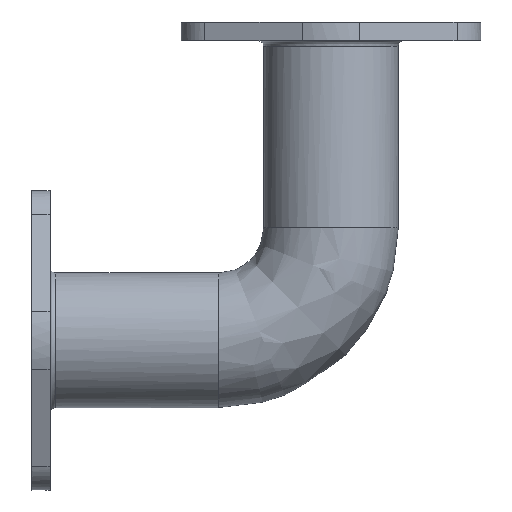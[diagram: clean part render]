
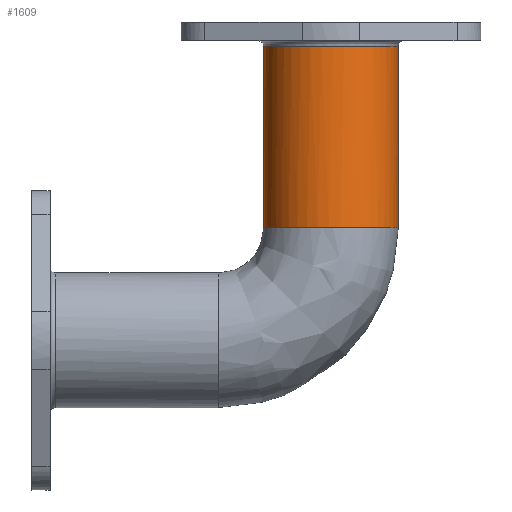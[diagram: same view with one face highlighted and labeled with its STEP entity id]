
A CAD part, front view. The second image highlights one B-rep face of the part: STEP entity #1609.
In plain terms, the highlighted free-form (B-spline) face has degree [2, 1] with [7, 2] control points.
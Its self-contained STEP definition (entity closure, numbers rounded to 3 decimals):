
#1609 = ADVANCED_FACE('',(#1610),#1650,.T.);
#1610 = FACE_BOUND('',#1611,.T.);
#1611 = EDGE_LOOP('',(#1612,#1621,#1633,#1640));
#1612 = ORIENTED_EDGE('',*,*,#1613,.T.);
#1613 = EDGE_CURVE('',#1614,#1616,#1618,.T.);
#1614 = VERTEX_POINT('',#1615);
#1615 = CARTESIAN_POINT('',(182.788,41.127,
    179.36));
#1616 = VERTEX_POINT('',#1617);
#1617 = CARTESIAN_POINT('',(182.788,41.127,
    68.545));
#1618 = B_SPLINE_CURVE_WITH_KNOTS('',1,(#1619,#1620),.UNSPECIFIED.,.F.,
  .F.,(2,2),(0.,97.),.PIECEWISE_BEZIER_KNOTS.);
#1619 = CARTESIAN_POINT('',(182.788,41.127,
    179.36));
#1620 = CARTESIAN_POINT('',(182.788,41.127,
    68.545));
#1621 = ORIENTED_EDGE('',*,*,#1622,.T.);
#1622 = EDGE_CURVE('',#1616,#1623,#1625,.T.);
#1623 = VERTEX_POINT('',#1624);
#1624 = CARTESIAN_POINT('',(182.788,41.127,
    68.545));
#1625 = ( BOUNDED_CURVE() B_SPLINE_CURVE(2,(#1626,#1627,#1628,#1629,
#1630,#1631,#1632),.UNSPECIFIED.,.T.,.F.) B_SPLINE_CURVE_WITH_KNOTS((3,2
    ,2,3),(1.571,3.665,5.76,7.854),
.PIECEWISE_BEZIER_KNOTS.) CURVE() GEOMETRIC_REPRESENTATION_ITEM() 
RATIONAL_B_SPLINE_CURVE((1.,0.5,1.,0.5,1.,0.5,1.)) REPRESENTATION_ITEM(
  '') );
#1626 = CARTESIAN_POINT('',(182.788,41.127,
    68.545));
#1627 = CARTESIAN_POINT('',(111.553,41.127,
    68.545));
#1628 = CARTESIAN_POINT('',(147.17,-20.564,
    68.545));
#1629 = CARTESIAN_POINT('',(182.788,-82.254,
    68.545));
#1630 = CARTESIAN_POINT('',(218.405,-20.564,
    68.545));
#1631 = CARTESIAN_POINT('',(254.022,41.127,
    68.545));
#1632 = CARTESIAN_POINT('',(182.788,41.127,
    68.545));
#1633 = ORIENTED_EDGE('',*,*,#1634,.T.);
#1634 = EDGE_CURVE('',#1623,#1635,#1637,.T.);
#1635 = VERTEX_POINT('',#1636);
#1636 = CARTESIAN_POINT('',(182.788,41.127,
    179.36));
#1637 = B_SPLINE_CURVE_WITH_KNOTS('',1,(#1638,#1639),.UNSPECIFIED.,.F.,
  .F.,(2,2),(0.,97.),.PIECEWISE_BEZIER_KNOTS.);
#1638 = CARTESIAN_POINT('',(182.788,41.127,
    68.545));
#1639 = CARTESIAN_POINT('',(182.788,41.127,
    179.36));
#1640 = ORIENTED_EDGE('',*,*,#1641,.T.);
#1641 = EDGE_CURVE('',#1635,#1614,#1642,.T.);
#1642 = ( BOUNDED_CURVE() B_SPLINE_CURVE(2,(#1643,#1644,#1645,#1646,
#1647,#1648,#1649),.UNSPECIFIED.,.T.,.F.) B_SPLINE_CURVE_WITH_KNOTS((1,2
    ,2,2,2,1),(-2.094,0.,2.094,4.189,
6.283,8.378),.UNSPECIFIED.) CURVE() 
GEOMETRIC_REPRESENTATION_ITEM() RATIONAL_B_SPLINE_CURVE((1.,0.5,1.,0.5,
1.,0.5,1.)) REPRESENTATION_ITEM('') );
#1643 = CARTESIAN_POINT('',(182.788,41.127,
    179.36));
#1644 = CARTESIAN_POINT('',(254.022,41.127,
    179.36));
#1645 = CARTESIAN_POINT('',(218.405,-20.564,
    179.36));
#1646 = CARTESIAN_POINT('',(182.788,-82.254,
    179.36));
#1647 = CARTESIAN_POINT('',(147.17,-20.564,
    179.36));
#1648 = CARTESIAN_POINT('',(111.553,41.127,
    179.36));
#1649 = CARTESIAN_POINT('',(182.788,41.127,
    179.36));
#1650 = ( BOUNDED_SURFACE() B_SPLINE_SURFACE(2,1,(
    (#1651,#1652)
    ,(#1653,#1654)
    ,(#1655,#1656)
    ,(#1657,#1658)
    ,(#1659,#1660)
    ,(#1661,#1662)
    ,(#1663,#1664
)),.UNSPECIFIED.,.T.,.F.,.F.) B_SPLINE_SURFACE_WITH_KNOTS((1,2,2,2,2,1),
  (2,2),(-2.094,0.,2.094,4.189,6.283,
    8.378),(0.,97.),.UNSPECIFIED.) 
GEOMETRIC_REPRESENTATION_ITEM() RATIONAL_B_SPLINE_SURFACE((
    (1.,1.)
    ,(0.5,0.5)
    ,(1.,1.)
    ,(0.5,0.5)
    ,(1.,1.)
    ,(0.5,0.5)
,(1.,1.))) REPRESENTATION_ITEM('') SURFACE() );
#1651 = CARTESIAN_POINT('',(182.788,41.127,
    68.545));
#1652 = CARTESIAN_POINT('',(182.788,41.127,
    179.36));
#1653 = CARTESIAN_POINT('',(111.553,41.127,
    68.545));
#1654 = CARTESIAN_POINT('',(111.553,41.127,
    179.36));
#1655 = CARTESIAN_POINT('',(147.17,-20.564,
    68.545));
#1656 = CARTESIAN_POINT('',(147.17,-20.564,
    179.36));
#1657 = CARTESIAN_POINT('',(182.788,-82.254,
    68.545));
#1658 = CARTESIAN_POINT('',(182.788,-82.254,
    179.36));
#1659 = CARTESIAN_POINT('',(218.405,-20.564,
    68.545));
#1660 = CARTESIAN_POINT('',(218.405,-20.564,
    179.36));
#1661 = CARTESIAN_POINT('',(254.022,41.127,
    68.545));
#1662 = CARTESIAN_POINT('',(254.022,41.127,
    179.36));
#1663 = CARTESIAN_POINT('',(182.788,41.127,
    68.545));
#1664 = CARTESIAN_POINT('',(182.788,41.127,
    179.36));
